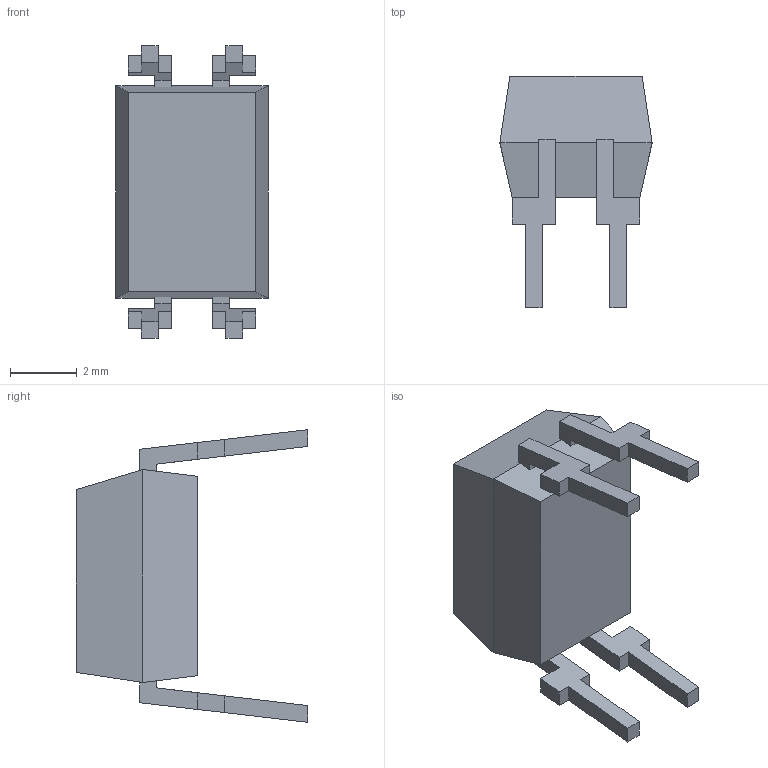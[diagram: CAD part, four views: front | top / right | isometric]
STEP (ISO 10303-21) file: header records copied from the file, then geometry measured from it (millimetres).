
FILE_DESCRIPTION (( 'STEP AP203' ), '1' );
FILE_NAME ('G3VM_41AY1.step', '2013-10-06T23:11:36', ( 'OSMC1.0 匠エンジニアリング山之内' ), ( 'TAKUMI-Engniaring' ), 'SwSTEP 2.0', 'SolidWorks 2002025', '' );
FILE_SCHEMA (( 'CONFIG_CONTROL_DESIGN' ));
Length unit declared in the file: millimetre
Products named in the file (1): G3VM_41AY1
Bounding box: 4.58 x 6.95 x 8.8 mm (x, y, z)
Volume: 100.7 mm3; surface area: 171.9 mm2
Topology: 1 solids, 1 shells, 62 faces, 176 edges, 116 vertices
Faces by surface type: plane 62
Entity records: 2045 total; most frequent: CARTESIAN_POINT 355, ORIENTED_EDGE 352, DIRECTION 302, EDGE_CURVE 176, LINE 176, VECTOR 176, VERTEX_POINT 116, AXIS2_PLACEMENT_3D 63
